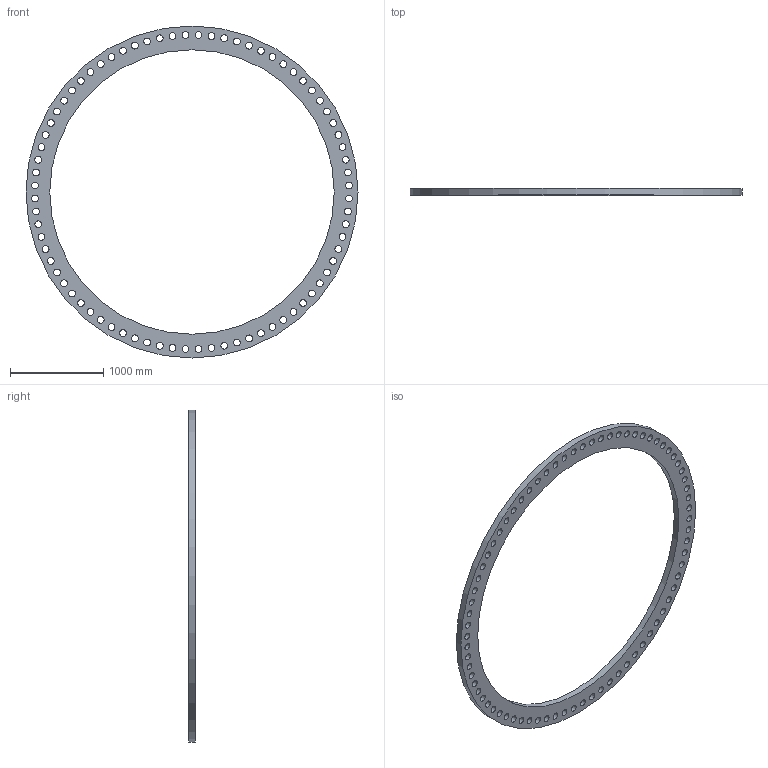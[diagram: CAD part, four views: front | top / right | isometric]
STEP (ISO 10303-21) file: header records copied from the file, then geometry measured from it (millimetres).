
FILE_DESCRIPTION(/* description */ (''),/* implementation_level */ '2;1');
FILE_NAME(/* name */ 'AWWA-C207-B120-S.stp',/* time_stamp */ '2023-11-03T14:18:15-04:00',/* author */ ('Admin'),/* organization */ (''),/* preprocessor_version */ 'ST-DEVELOPER v19',/* originating_system */ 'Autodesk Inventor 2023',/* authorisation */ '');
FILE_SCHEMA (('AUTOMOTIVE_DESIGN { 1 0 10303 214 3 1 1 }'));
Length unit declared in the file: inch
Products named in the file (1): AWWA-C207-B120-S
Bounding box: 3562.35 x 69.85 x 3562.35 mm (x, y, z)
Volume: 162677061.6 mm3; surface area: 7327404.5 mm2
Topology: 1 solids, 1 shells, 80 faces, 234 edges, 156 vertices
Faces by surface type: cylinder 78, plane 2
Full cylindrical faces by diameter (mm): 73.025 x76, 3052.826 x1, 3562.35 x1
Entity records: 3107 total; most frequent: DIRECTION 552, CARTESIAN_POINT 471, ORIENTED_EDGE 468, AXIS2_PLACEMENT_3D 237, EDGE_LOOP 234, EDGE_CURVE 234, CIRCLE 156, VERTEX_POINT 156
